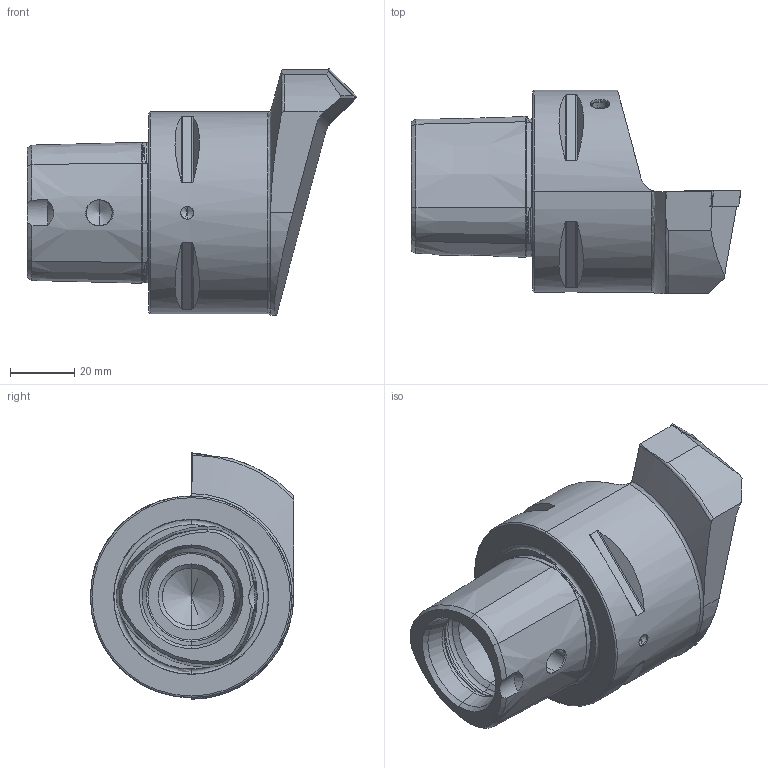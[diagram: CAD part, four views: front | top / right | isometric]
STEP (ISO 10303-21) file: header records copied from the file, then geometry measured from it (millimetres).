
FILE_DESCRIPTION (( 'STEP AP203' ), '1' );
FILE_NAME ('PS6.KSB.LSA.065.STEP', '2018-02-12T13:52:22', ( 'SWIAdmin' ), ( 'Hewlett-Packard Company' ), 'SwSTEP 2.0', 'SolidWorks 2017', '' );
FILE_SCHEMA (( 'CONFIG_CONTROL_DESIGN' ));
Length unit declared in the file: millimetre
Products named in the file (5): PS6.KSB.LSA.065; PS6-KSB.LSA.065_A_Fertigbearbeitung; SCMT120404; WCC-ER2.001.010_A; KVT_MB_600_060
Assembly tree (4 placements, depth 2):
  PS6.KSB.LSA.065
    PS6-KSB.LSA.065_A_Fertigbearbeitung
    SCMT120404
    WCC-ER2.001.010_A
    KVT_MB_600_060
Bounding box: 103 x 63.5 x 77 mm (x, y, z)
Volume: 154540.6 mm3; surface area: 28138.1 mm2
Topology: 5 solids, 5 shells, 269 faces, 657 edges, 386 vertices
Faces by surface type: cone 96, cylinder 68, plane 51, torus 40, bspline 12, sphere 2
Entity records: 9149 total; most frequent: CARTESIAN_POINT 2655, ORIENTED_EDGE 1264, DIRECTION 1249, EDGE_CURVE 632, AXIS2_PLACEMENT_3D 507, VERTEX_POINT 383, EDGE_LOOP 287, FACE_OUTER_BOUND 269
